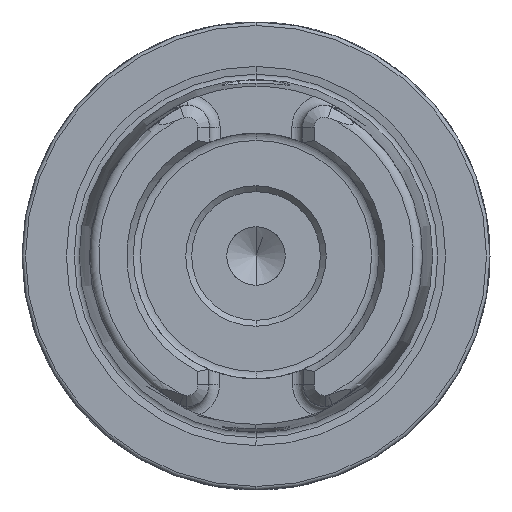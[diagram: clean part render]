
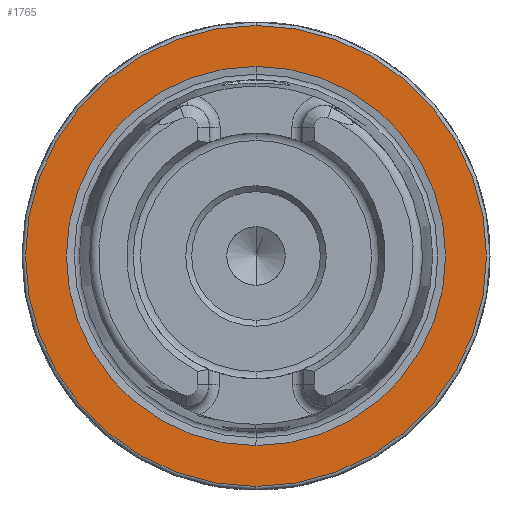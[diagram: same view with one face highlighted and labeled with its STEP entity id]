
A CAD part, left-side view. The second image highlights one B-rep face of the part: STEP entity #1765.
In plain terms, the highlighted planar face has unit normal (-1, 0, 0).
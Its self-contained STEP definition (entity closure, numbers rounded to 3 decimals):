
#151 = CIRCLE ( 'NONE', #4233, 16.207 ) ;
#160 = CIRCLE ( 'NONE', #4236, 19.7 ) ;
#1169 = CARTESIAN_POINT ( 'NONE',  ( 0., 0., 0. ) ) ;
#1170 = DIRECTION ( 'NONE',  ( -1., 0., 0. ) ) ;
#1171 = DIRECTION ( 'NONE',  ( 0., 0., 1. ) ) ;
#1172 = CARTESIAN_POINT ( 'NONE',  ( 0., 0., 0. ) ) ;
#1173 = DIRECTION ( 'NONE',  ( -1., 0., 0. ) ) ;
#1174 = DIRECTION ( 'NONE',  ( 0., 0., 1. ) ) ;
#1663 = PLANE ( 'NONE',  #5376 ) ;
#1665 = CARTESIAN_POINT ( 'NONE',  ( 0., 19.7, 0. ) ) ;
#1670 = DIRECTION ( 'NONE',  ( 1., 0., 0. ) ) ;
#1671 = DIRECTION ( 'NONE',  ( 0., 0., -1. ) ) ;
#1765 = ADVANCED_FACE ( 'NONE', ( #6796, #6803 ), #1663, .F. ) ;
#2730 = CARTESIAN_POINT ( 'NONE',  ( 0., 0., -16.207 ) ) ;
#2735 = CARTESIAN_POINT ( 'NONE',  ( 0., 0., 16.207 ) ) ;
#2737 = CARTESIAN_POINT ( 'NONE',  ( 0., 0., 19.7 ) ) ;
#2738 = CARTESIAN_POINT ( 'NONE',  ( 0., 0., -19.7 ) ) ;
#3654 = CIRCLE ( 'NONE', #4080, 19.7 ) ;
#3655 = CIRCLE ( 'NONE', #4081, 16.207 ) ;
#4080 = AXIS2_PLACEMENT_3D ( 'NONE', #1169, #1170, #1171 ) ;
#4081 = AXIS2_PLACEMENT_3D ( 'NONE', #1172, #1173, #1174 ) ;
#4233 = AXIS2_PLACEMENT_3D ( 'NONE', #11131, #11132, #11133 ) ;
#4236 = AXIS2_PLACEMENT_3D ( 'NONE', #11140, #11141, #11142 ) ;
#5034 = EDGE_CURVE ( 'NONE', #6120, #6119, #3654, .T. ) ;
#5035 = EDGE_CURVE ( 'NONE', #6117, #6112, #3655, .T. ) ;
#5376 = AXIS2_PLACEMENT_3D ( 'NONE', #1665, #1670, #1671 ) ;
#5851 = EDGE_LOOP ( 'NONE', ( #5969, #5970 ) ) ;
#5852 = EDGE_LOOP ( 'NONE', ( #5967, #5968 ) ) ;
#5967 = ORIENTED_EDGE ( 'NONE', *, *, #5035, .F. ) ;
#5968 = ORIENTED_EDGE ( 'NONE', *, *, #9530, .F. ) ;
#5969 = ORIENTED_EDGE ( 'NONE', *, *, #9534, .T. ) ;
#5970 = ORIENTED_EDGE ( 'NONE', *, *, #5034, .T. ) ;
#6112 = VERTEX_POINT ( 'NONE', #2730 ) ;
#6117 = VERTEX_POINT ( 'NONE', #2735 ) ;
#6119 = VERTEX_POINT ( 'NONE', #2737 ) ;
#6120 = VERTEX_POINT ( 'NONE', #2738 ) ;
#6796 = FACE_BOUND ( 'NONE', #5852, .T. ) ;
#6803 = FACE_OUTER_BOUND ( 'NONE', #5851, .T. ) ;
#9530 = EDGE_CURVE ( 'NONE', #6112, #6117, #151, .T. ) ;
#9534 = EDGE_CURVE ( 'NONE', #6119, #6120, #160, .T. ) ;
#11131 = CARTESIAN_POINT ( 'NONE',  ( 0., 0., 0. ) ) ;
#11132 = DIRECTION ( 'NONE',  ( -1., 0., 0. ) ) ;
#11133 = DIRECTION ( 'NONE',  ( 0., 0., 1. ) ) ;
#11140 = CARTESIAN_POINT ( 'NONE',  ( 0., 0., 0. ) ) ;
#11141 = DIRECTION ( 'NONE',  ( -1., 0., 0. ) ) ;
#11142 = DIRECTION ( 'NONE',  ( 0., 0., 1. ) ) ;
